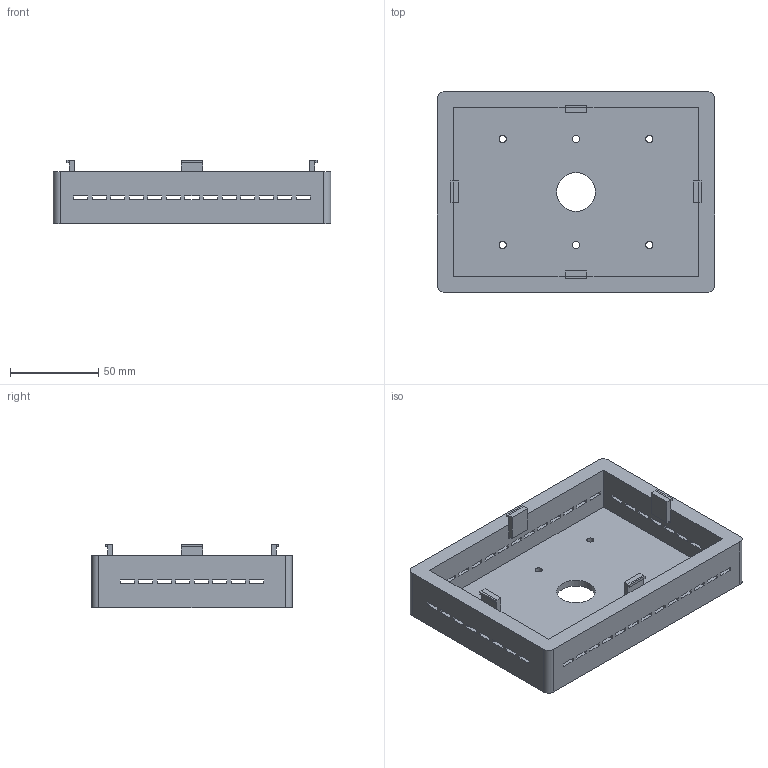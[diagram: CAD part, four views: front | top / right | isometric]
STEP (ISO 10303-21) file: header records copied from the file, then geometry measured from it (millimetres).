
FILE_DESCRIPTION(('FreeCAD Model'),'2;1');
FILE_NAME('Open CASCADE Shape Model','2025-12-24T12:35:34',('FreeCAD'),( 'FreeCAD'),'Open CASCADE STEP processor 7.5','FreeCAD','Unknown');
FILE_SCHEMA(('AUTOMOTIVE_DESIGN { 1 0 10303 214 1 1 1 1 }'));
Length unit declared in the file: millimetre
Products named in the file (1): Open CASCADE STEP translator 7.5 1
Bounding box: 157 x 113.5 x 36.1 mm (x, y, z)
Volume: 181719.3 mm3; surface area: 70707.4 mm2
Topology: 1 solids, 1 shells, 242 faces, 685 edges, 446 vertices
Faces by surface type: plane 231, cylinder 11
Full cylindrical faces by diameter (mm): 4 x6, 22 x1
Entity records: 16820 total; most frequent: CARTESIAN_POINT 2852, DIRECTION 2545, LINE 2011, VECTOR 2011, ORIENTED_EDGE 1370, PCURVE 1370, DEFINITIONAL_REPRESENTATION 1370, EDGE_CURVE 685
